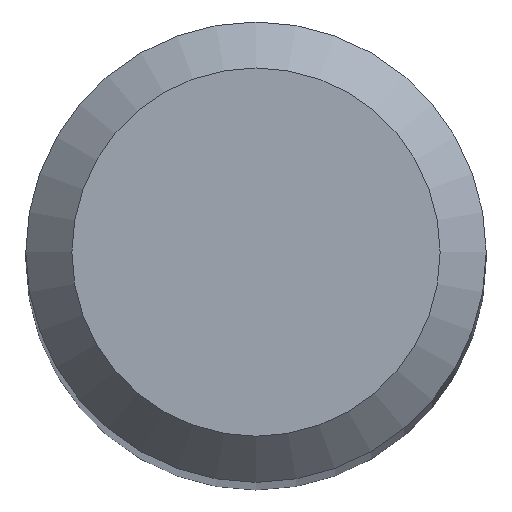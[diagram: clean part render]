
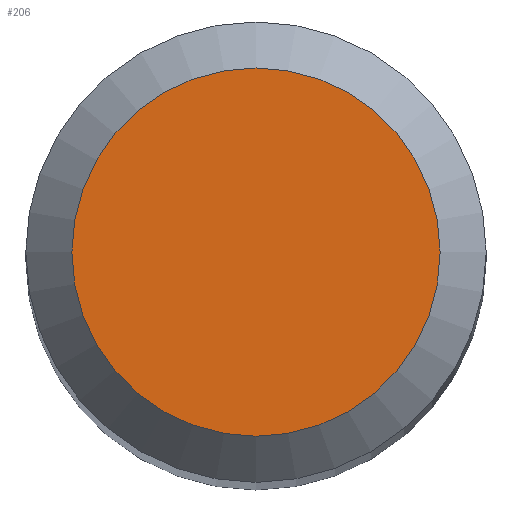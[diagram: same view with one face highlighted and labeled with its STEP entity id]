
A CAD part, top view. The second image highlights one B-rep face of the part: STEP entity #206.
In plain terms, the highlighted planar face has unit normal (0, 0, 1).
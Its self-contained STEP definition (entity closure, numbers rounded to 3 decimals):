
#19 = VERTEX_POINT ( 'NONE', #275 ) ;
#67 = DIRECTION ( 'NONE',  ( 0., 0., -1. ) ) ;
#101 = DIRECTION ( 'NONE',  ( 0., 1., 0. ) ) ;
#106 = CARTESIAN_POINT ( 'NONE',  ( 0., 0., 50. ) ) ;
#119 = FACE_OUTER_BOUND ( 'NONE', #137, .T. ) ;
#137 = EDGE_LOOP ( 'NONE', ( #241 ) ) ;
#150 = DIRECTION ( 'NONE',  ( 0., 0., -1. ) ) ;
#169 = PLANE ( 'NONE',  #256 ) ;
#170 = DIRECTION ( 'NONE',  ( 0., 1., 0. ) ) ;
#206 = ADVANCED_FACE ( 'NONE', ( #119 ), #169, .F. ) ;
#232 = EDGE_CURVE ( 'NONE', #19, #19, #274, .T. ) ;
#241 = ORIENTED_EDGE ( 'NONE', *, *, #232, .F. ) ;
#256 = AXIS2_PLACEMENT_3D ( 'NONE', #270, #67, #170 ) ;
#257 = AXIS2_PLACEMENT_3D ( 'NONE', #106, #150, #101 ) ;
#270 = CARTESIAN_POINT ( 'NONE',  ( 0., 0., 50. ) ) ;
#274 = CIRCLE ( 'NONE', #257, 1.2 ) ;
#275 = CARTESIAN_POINT ( 'NONE',  ( 0., 1.2, 50. ) ) ;
